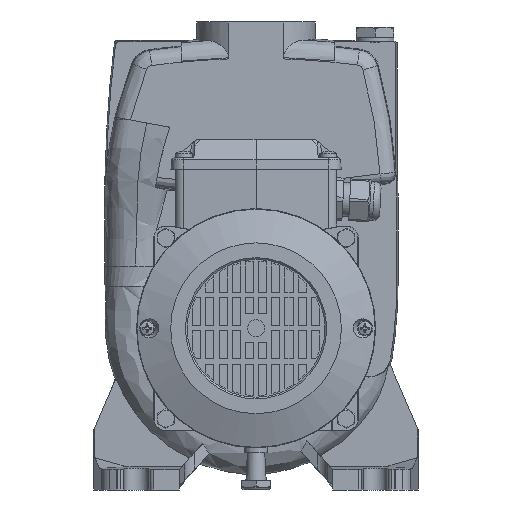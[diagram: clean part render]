
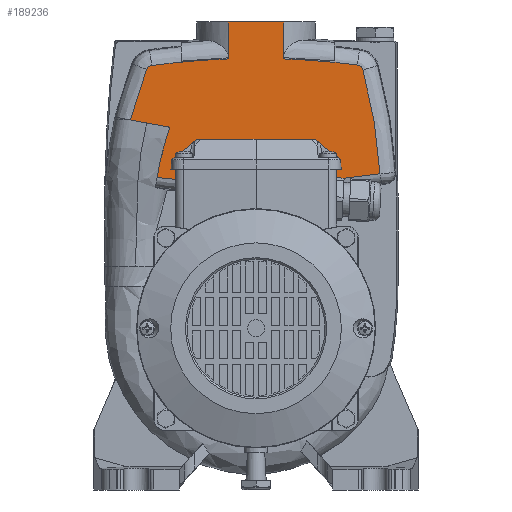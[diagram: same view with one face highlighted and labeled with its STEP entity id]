
A CAD part, left-side view. The second image highlights one B-rep face of the part: STEP entity #189236.
In plain terms, the highlighted planar face has unit normal (-1, 0, 0).
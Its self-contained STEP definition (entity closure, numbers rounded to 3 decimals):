
#184373=CARTESIAN_POINT('',(-6.65,73.783,217.422));
#184374=VERTEX_POINT('',#184373);
#184388=CARTESIAN_POINT('',(-6.65,64.334,247.105));
#184389=VERTEX_POINT('',#184388);
#184390=CARTESIAN_POINT('',(-6.65,73.783,217.422));
#184391=CARTESIAN_POINT('',(-6.65,73.183,220.053));
#184392=CARTESIAN_POINT('',(-6.65,71.366,227.289));
#184393=CARTESIAN_POINT('',(-6.65,68.229,237.208));
#184394=CARTESIAN_POINT('',(-6.65,65.456,244.391));
#184395=CARTESIAN_POINT('',(-6.65,64.334,247.105));
#184396=B_SPLINE_CURVE_WITH_KNOTS('',3,(#184390,#184391,#184392,#184393,#184394,#184395),.UNSPECIFIED.,.F.,.U.,(4,1,1,4),(36.805,44.901,59.182,67.992),.UNSPECIFIED.);
#184397=EDGE_CURVE('',#184374,#184389,#184396,.T.);
#184807=CARTESIAN_POINT('',(-6.65,61.305,249.441));
#184808=VERTEX_POINT('',#184807);
#184809=CARTESIAN_POINT('',(-6.65,60.788,245.638));
#184810=DIRECTION('',(1.0,0.0,0.0));
#184811=DIRECTION('',(0.0,0.0,1.0));
#184812=AXIS2_PLACEMENT_3D('',#184809,#184810,#184811);
#184813=CIRCLE('',#184812,3.837);
#184814=EDGE_CURVE('',#184389,#184808,#184813,.T.);
#184927=CARTESIAN_POINT('',(-6.65,-59.567,249.728));
#184928=VERTEX_POINT('',#184927);
#184936=CARTESIAN_POINT('',(-6.65,-62.768,246.94));
#184937=VERTEX_POINT('',#184936);
#184938=CARTESIAN_POINT('',(-6.65,-59.068,245.923));
#184939=DIRECTION('',(1.0,0.0,0.0));
#184940=DIRECTION('',(0.0,0.0,1.0));
#184941=AXIS2_PLACEMENT_3D('',#184938,#184939,#184940);
#184942=CIRCLE('',#184941,3.837);
#184943=EDGE_CURVE('',#184928,#184937,#184942,.T.);
#184972=CARTESIAN_POINT('',(-6.65,50.621,213.178));
#184973=VERTEX_POINT('',#184972);
#184980=CARTESIAN_POINT('',(-6.65,73.783,217.422));
#184981=DIRECTION('',(0.,-0.984,-0.18));
#184982=VECTOR('',#184981,23.548);
#184983=LINE('',#184980,#184982);
#184984=EDGE_CURVE('',#184374,#184973,#184983,.T.);
#185260=CARTESIAN_POINT('',(-6.65,58.168,183.644));
#185261=VERTEX_POINT('',#185260);
#185288=CARTESIAN_POINT('',(-6.65,36.291,181.333));
#185289=VERTEX_POINT('',#185288);
#185304=CARTESIAN_POINT('',(-6.65,36.291,181.333));
#185305=CARTESIAN_POINT('',(-6.65,40.129,181.644));
#185306=CARTESIAN_POINT('',(-6.65,47.431,182.33));
#185307=CARTESIAN_POINT('',(-6.65,54.714,183.194));
#185308=CARTESIAN_POINT('',(-6.65,58.168,183.644));
#185309=B_SPLINE_CURVE_WITH_KNOTS('',3,(#185304,#185305,#185306,#185307,#185308),.UNSPECIFIED.,.F.,.U.,(4,1,4),(2.884,14.435,24.884),.UNSPECIFIED.);
#185310=EDGE_CURVE('',#185289,#185261,#185309,.T.);
#185404=CARTESIAN_POINT('',(-6.65,-36.263,181.318));
#185405=VERTEX_POINT('',#185404);
#185420=CARTESIAN_POINT('',(-6.65,0.022,145.022));
#185421=DIRECTION('',(-1.0,0.0,0.0));
#185422=DIRECTION('',(0.0,0.0,1.0));
#185423=AXIS2_PLACEMENT_3D('',#185420,#185421,#185422);
#185424=CIRCLE('',#185423,51.323);
#185425=EDGE_CURVE('',#185405,#185289,#185424,.T.);
#185497=CARTESIAN_POINT('',(-6.65,-72.825,185.775));
#185498=VERTEX_POINT('',#185497);
#185499=CARTESIAN_POINT('',(-6.65,-72.825,185.775));
#185500=CARTESIAN_POINT('',(-6.65,-65.57,184.588));
#185501=CARTESIAN_POINT('',(-6.65,-53.401,182.902));
#185502=CARTESIAN_POINT('',(-6.65,-41.175,181.714));
#185503=CARTESIAN_POINT('',(-6.65,-36.263,181.318));
#185504=B_SPLINE_CURVE_WITH_KNOTS('',3,(#185499,#185500,#185501,#185502,#185503),.UNSPECIFIED.,.F.,.U.,(4,1,4),(0.,22.057,36.843),.UNSPECIFIED.);
#185505=EDGE_CURVE('',#185498,#185405,#185504,.T.);
#185533=CARTESIAN_POINT('',(-6.65,-124.237,152.764));
#185534=DIRECTION('',(1.0,0.0,0.0));
#185535=DIRECTION('',(0.0,0.0,1.0));
#185536=AXIS2_PLACEMENT_3D('',#185533,#185534,#185535);
#185537=CIRCLE('',#185536,185.0);
#185538=EDGE_CURVE('',#185261,#184973,#185537,.T.);
#185785=CARTESIAN_POINT('',(-6.65,-62.768,246.94));
#185786=CARTESIAN_POINT('',(-6.65,-63.961,242.6));
#185787=CARTESIAN_POINT('',(-6.65,-66.411,232.818));
#185788=CARTESIAN_POINT('',(-6.65,-69.797,215.591));
#185789=CARTESIAN_POINT('',(-6.65,-71.862,199.513));
#185790=CARTESIAN_POINT('',(-6.65,-72.644,188.921));
#185791=CARTESIAN_POINT('',(-6.65,-72.825,185.775));
#185792=B_SPLINE_CURVE_WITH_KNOTS('',3,(#185785,#185786,#185787,#185788,#185789,#185790,#185791),.UNSPECIFIED.,.F.,.U.,(4,1,1,1,4),(0.0,13.503,30.243,52.649,62.1),.UNSPECIFIED.);
#185793=EDGE_CURVE('',#184937,#185498,#185792,.T.);
#187738=CARTESIAN_POINT('',(-6.65,16.365,254.633));
#187739=VERTEX_POINT('',#187738);
#187864=CARTESIAN_POINT('',(-6.65,-16.321,254.835));
#187865=VERTEX_POINT('',#187864);
#188045=CARTESIAN_POINT('',(-6.65,16.365,253.3));
#188046=VERTEX_POINT('',#188045);
#188047=CARTESIAN_POINT('',(-6.65,-0.206,-203.24));
#188048=DIRECTION('',(1.0,0.0,0.0));
#188049=DIRECTION('',(0.0,0.0,1.0));
#188050=AXIS2_PLACEMENT_3D('',#188047,#188048,#188049);
#188051=CIRCLE('',#188050,456.841);
#188052=EDGE_CURVE('',#184808,#188046,#188051,.T.);
#188149=CARTESIAN_POINT('',(-6.65,-16.321,253.316));
#188150=VERTEX_POINT('',#188149);
#188159=CARTESIAN_POINT('',(-6.65,-0.206,-203.24));
#188160=DIRECTION('',(1.0,0.0,0.0));
#188161=DIRECTION('',(0.0,0.0,1.0));
#188162=AXIS2_PLACEMENT_3D('',#188159,#188160,#188161);
#188163=CIRCLE('',#188162,456.841);
#188164=EDGE_CURVE('',#188150,#184928,#188163,.T.);
#189081=CARTESIAN_POINT('',(-6.65,-16.321,275.0));
#189082=VERTEX_POINT('',#189081);
#189083=CARTESIAN_POINT('',(-6.65,-16.321,275.0));
#189084=DIRECTION('',(0.0,0.0,-1.0));
#189085=VECTOR('',#189084,20.165);
#189086=LINE('',#189083,#189085);
#189087=EDGE_CURVE('',#189082,#187865,#189086,.T.);
#189128=CARTESIAN_POINT('',(-6.65,16.365,275.0));
#189129=VERTEX_POINT('',#189128);
#189130=CARTESIAN_POINT('',(-6.65,16.365,275.0));
#189131=DIRECTION('',(0.0,0.0,-1.0));
#189132=VECTOR('',#189131,20.367);
#189133=LINE('',#189130,#189132);
#189134=EDGE_CURVE('',#189129,#187739,#189133,.T.);
#189153=CARTESIAN_POINT('',(-6.65,-16.321,254.835));
#189154=DIRECTION('',(0.0,0.0,-1.0));
#189155=VECTOR('',#189154,1.519);
#189156=LINE('',#189153,#189155);
#189157=EDGE_CURVE('',#187865,#188150,#189156,.T.);
#189167=CARTESIAN_POINT('',(-6.65,16.365,254.633));
#189168=DIRECTION('',(0.0,0.0,-1.0));
#189169=VECTOR('',#189168,1.333);
#189170=LINE('',#189167,#189169);
#189171=EDGE_CURVE('',#187739,#188046,#189170,.T.);
#189184=CARTESIAN_POINT('',(-6.65,16.365,275.0));
#189185=DIRECTION('',(0.0,-1.0,0.0));
#189186=VECTOR('',#189185,32.686);
#189187=LINE('',#189184,#189186);
#189188=EDGE_CURVE('',#189129,#189082,#189187,.T.);
#189213=CARTESIAN_POINT('',(-6.65,73.796,181.305));
#189214=DIRECTION('',(1.0,0.0,0.0));
#189215=DIRECTION('',(0.0,0.0,1.0));
#189216=AXIS2_PLACEMENT_3D('',#189213,#189214,#189215);
#189217=PLANE('',#189216);
#189218=ORIENTED_EDGE('',*,*,#184397,.F.);
#189219=ORIENTED_EDGE('',*,*,#184984,.T.);
#189220=ORIENTED_EDGE('',*,*,#185538,.F.);
#189221=ORIENTED_EDGE('',*,*,#185310,.F.);
#189222=ORIENTED_EDGE('',*,*,#185425,.F.);
#189223=ORIENTED_EDGE('',*,*,#185505,.F.);
#189224=ORIENTED_EDGE('',*,*,#185793,.F.);
#189225=ORIENTED_EDGE('',*,*,#184943,.F.);
#189226=ORIENTED_EDGE('',*,*,#188164,.F.);
#189227=ORIENTED_EDGE('',*,*,#189157,.F.);
#189228=ORIENTED_EDGE('',*,*,#189087,.F.);
#189229=ORIENTED_EDGE('',*,*,#189188,.F.);
#189230=ORIENTED_EDGE('',*,*,#189134,.T.);
#189231=ORIENTED_EDGE('',*,*,#189171,.T.);
#189232=ORIENTED_EDGE('',*,*,#188052,.F.);
#189233=ORIENTED_EDGE('',*,*,#184814,.F.);
#189234=EDGE_LOOP('',(#189218,#189219,#189220,#189221,#189222,#189223,#189224,#189225,#189226,#189227,#189228,#189229,#189230,#189231,#189232,#189233));
#189235=FACE_OUTER_BOUND('',#189234,.T.);
#189236=ADVANCED_FACE('',(#189235),#189217,.F.);
